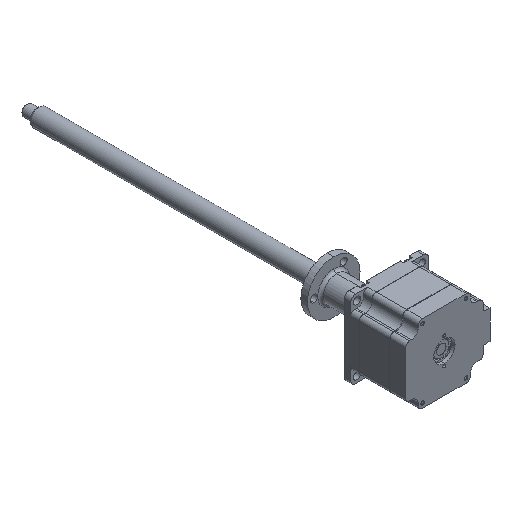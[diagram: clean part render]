
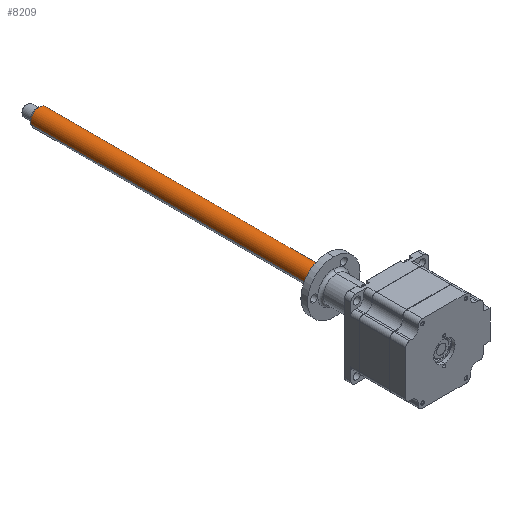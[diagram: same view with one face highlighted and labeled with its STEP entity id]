
A CAD part, isometric view. The second image highlights one B-rep face of the part: STEP entity #8209.
In plain terms, the highlighted cylindrical face has radius 6.225 mm (diameter 12.45 mm), a partial arc.
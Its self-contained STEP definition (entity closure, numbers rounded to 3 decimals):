
#109 = ORIENTED_EDGE ( 'NONE', *, *, #4092, .T. ) ;
#481 = EDGE_LOOP ( 'NONE', ( #7755, #109, #6442, #1830 ) ) ;
#541 = CARTESIAN_POINT ( 'NONE',  ( -17.293, 3.999, 33.35 ) ) ;
#745 = DIRECTION ( 'NONE',  ( 0., -1., 0. ) ) ;
#965 = DIRECTION ( 'NONE',  ( 0., -1., 0. ) ) ;
#1517 = DIRECTION ( 'NONE',  ( -0.975, 0., -0.224 ) ) ;
#1830 = ORIENTED_EDGE ( 'NONE', *, *, #7225, .F. ) ;
#2106 = VECTOR ( 'NONE', #965, 1000. ) ;
#2663 = CARTESIAN_POINT ( 'NONE',  ( -23.36, 252.999, 31.956 ) ) ;
#2784 = DIRECTION ( 'NONE',  ( 0., -1., 0. ) ) ;
#3693 = VERTEX_POINT ( 'NONE', #7993 ) ;
#4010 = VERTEX_POINT ( 'NONE', #9952 ) ;
#4092 = EDGE_CURVE ( 'NONE', #4010, #9008, #9659, .T. ) ;
#4778 = CYLINDRICAL_SURFACE ( 'NONE', #11163, 6.225 ) ;
#5393 = VECTOR ( 'NONE', #2784, 1000. ) ;
#5606 = CARTESIAN_POINT ( 'NONE',  ( -11.226, 3.999, 34.744 ) ) ;
#5729 = CIRCLE ( 'NONE', #5959, 6.225 ) ;
#5959 = AXIS2_PLACEMENT_3D ( 'NONE', #541, #7385, #1517 ) ;
#6442 = ORIENTED_EDGE ( 'NONE', *, *, #8583, .T. ) ;
#6598 = CARTESIAN_POINT ( 'NONE',  ( -17.293, 252.999, 33.35 ) ) ;
#6815 = CARTESIAN_POINT ( 'NONE',  ( -11.226, 253.999, 34.744 ) ) ;
#7225 = EDGE_CURVE ( 'NONE', #10012, #3693, #5729, .T. ) ;
#7385 = DIRECTION ( 'NONE',  ( 0., -1., 0. ) ) ;
#7580 = DIRECTION ( 'NONE',  ( 0.975, 0., 0.224 ) ) ;
#7666 = DIRECTION ( 'NONE',  ( 0., -1., 0. ) ) ;
#7673 = CARTESIAN_POINT ( 'NONE',  ( -23.36, 253.999, 31.956 ) ) ;
#7755 = ORIENTED_EDGE ( 'NONE', *, *, #9602, .F. ) ;
#7993 = CARTESIAN_POINT ( 'NONE',  ( -23.36, 3.999, 31.956 ) ) ;
#8209 = ADVANCED_FACE ( 'NONE', ( #10336 ), #4778, .T. ) ;
#8336 = LINE ( 'NONE', #7673, #5393 ) ;
#8583 = EDGE_CURVE ( 'NONE', #9008, #3693, #8336, .T. ) ;
#8643 = DIRECTION ( 'NONE',  ( -0.975, 0., -0.224 ) ) ;
#9008 = VERTEX_POINT ( 'NONE', #2663 ) ;
#9602 = EDGE_CURVE ( 'NONE', #4010, #10012, #9951, .T. ) ;
#9659 = CIRCLE ( 'NONE', #11009, 6.225 ) ;
#9951 = LINE ( 'NONE', #6815, #2106 ) ;
#9952 = CARTESIAN_POINT ( 'NONE',  ( -11.226, 252.999, 34.744 ) ) ;
#10012 = VERTEX_POINT ( 'NONE', #5606 ) ;
#10336 = FACE_OUTER_BOUND ( 'NONE', #481, .T. ) ;
#10558 = CARTESIAN_POINT ( 'NONE',  ( -17.293, 253.999, 33.35 ) ) ;
#11009 = AXIS2_PLACEMENT_3D ( 'NONE', #6598, #745, #7580 ) ;
#11163 = AXIS2_PLACEMENT_3D ( 'NONE', #10558, #7666, #8643 ) ;
